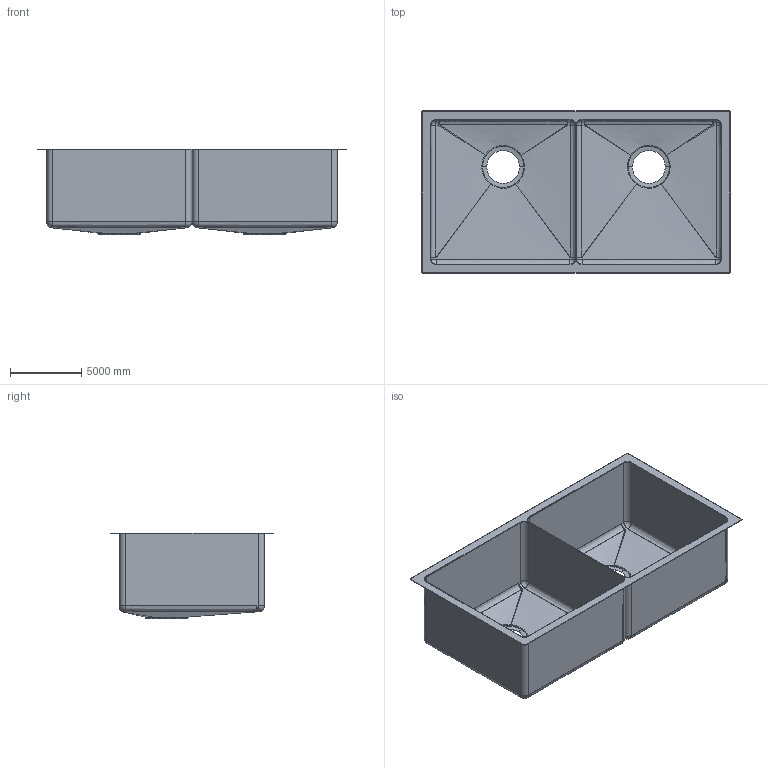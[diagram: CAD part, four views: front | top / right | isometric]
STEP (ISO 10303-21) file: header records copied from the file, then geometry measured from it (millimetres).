
FILE_DESCRIPTION((''),'2;1');
FILE_NAME('FB8545AR','2020-03-11T',('Administrator'),(''),'PRO/ENGINEER BY PARAMETRIC TECHNOLOGY CORPORATION, 2008380','PRO/ENGINEER BY PARAMETRIC TECHNOLOGY CORPORATION, 2008380','');
FILE_SCHEMA(('CONFIG_CONTROL_DESIGN'));
Length unit declared in the file: inch
Products named in the file (1): FB8545AR
Bounding box: 21666.2 x 11430 x 6025.27 mm (x, y, z)
Volume: 16965656094.7 mm3; surface area: 1338080357.7 mm2
Topology: 1 solids, 1 shells, 229 faces, 488 edges, 260 vertices
Faces by surface type: bspline 88, cylinder 50, sphere 32, plane 27, torus 24, cone 8
Entity records: 10628 total; most frequent: CARTESIAN_POINT 6307, ORIENTED_EDGE 976, DIRECTION 770, EDGE_CURVE 488, AXIS2_PLACEMENT_3D 329, VERTEX_POINT 260, EDGE_LOOP 232, FACE_OUTER_BOUND 229
